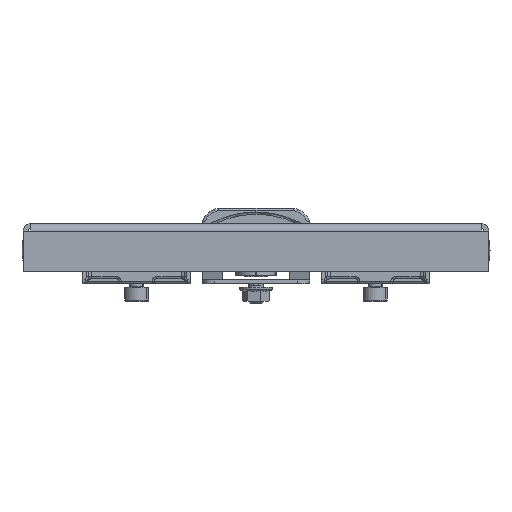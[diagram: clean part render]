
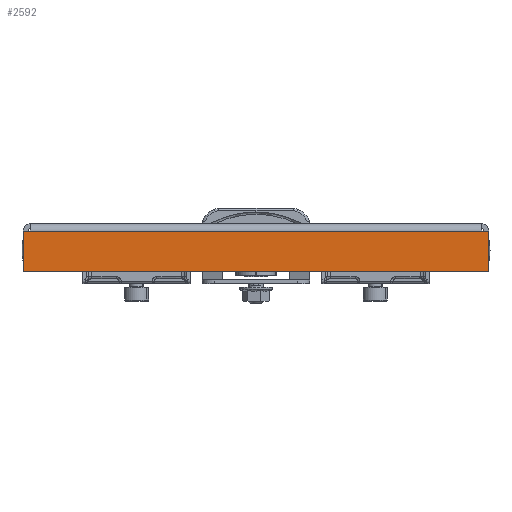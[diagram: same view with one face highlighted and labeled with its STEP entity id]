
A CAD part, left-side view. The second image highlights one B-rep face of the part: STEP entity #2592.
In plain terms, the highlighted planar face has unit normal (-1, 0, 0).
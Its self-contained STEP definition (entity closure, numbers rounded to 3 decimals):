
#1131 = LINE ( 'NONE', #33587, #1134 ) ;
#1134 = VECTOR ( 'NONE', #33589, 1000. ) ;
#1135 = LINE ( 'NONE', #33588, #1140 ) ;
#1140 = VECTOR ( 'NONE', #33594, 1000. ) ;
#1143 = LINE ( 'NONE', #33599, #1146 ) ;
#1146 = VECTOR ( 'NONE', #33600, 1000. ) ;
#1149 = LINE ( 'NONE', #33595, #1154 ) ;
#1151 = LINE ( 'NONE', #33604, #1160 ) ;
#1154 = VECTOR ( 'NONE', #33607, 1000. ) ;
#1159 = LINE ( 'NONE', #33613, #1162 ) ;
#1160 = VECTOR ( 'NONE', #33612, 1000. ) ;
#1162 = VECTOR ( 'NONE', #33614, 1000. ) ;
#2215 = CARTESIAN_POINT ( 'NONE',  ( -197., -97.5, -20. ) ) ;
#2217 = CARTESIAN_POINT ( 'NONE',  ( -197., 97.5, -20. ) ) ;
#2231 = CARTESIAN_POINT ( 'NONE',  ( -197., 94.5, -3. ) ) ;
#2249 = CARTESIAN_POINT ( 'NONE',  ( -197., 97.5, -3. ) ) ;
#2592 = ADVANCED_FACE ( 'NONE', ( #29215 ), #17886, .F. ) ;
#2719 = VERTEX_POINT ( 'NONE', #10670 ) ;
#5130 = ORIENTED_EDGE ( 'NONE', *, *, #28836, .F. ) ;
#5169 = ORIENTED_EDGE ( 'NONE', *, *, #28850, .F. ) ;
#5297 = ORIENTED_EDGE ( 'NONE', *, *, #28849, .F. ) ;
#5310 = ORIENTED_EDGE ( 'NONE', *, *, #28846, .T. ) ;
#5312 = ORIENTED_EDGE ( 'NONE', *, *, #28842, .T. ) ;
#5314 = ORIENTED_EDGE ( 'NONE', *, *, #28839, .T. ) ;
#10510 = EDGE_LOOP ( 'NONE', ( #5169, #5310, #5314, #5312, #5297, #5130 ) ) ;
#10670 = CARTESIAN_POINT ( 'NONE',  ( -197., -97.5, -3. ) ) ;
#11506 = CARTESIAN_POINT ( 'NONE',  ( -197., -94.5, -3. ) ) ;
#13579 = VERTEX_POINT ( 'NONE', #11506 ) ;
#17876 = DIRECTION ( 'NONE',  ( 0., 0., -1. ) ) ;
#17880 = DIRECTION ( 'NONE',  ( 1., 0., 0. ) ) ;
#17886 = PLANE ( 'NONE',  #19208 ) ;
#17925 = CARTESIAN_POINT ( 'NONE',  ( -197., 0., 0. ) ) ;
#19208 = AXIS2_PLACEMENT_3D ( 'NONE', #17925, #17880, #17876 ) ;
#28836 = EDGE_CURVE ( 'NONE', #29636, #13579, #1131, .T. ) ;
#28839 = EDGE_CURVE ( 'NONE', #29621, #29617, #1135, .T. ) ;
#28842 = EDGE_CURVE ( 'NONE', #29617, #2719, #1143, .T. ) ;
#28846 = EDGE_CURVE ( 'NONE', #29654, #29621, #1149, .T. ) ;
#28849 = EDGE_CURVE ( 'NONE', #13579, #2719, #1151, .T. ) ;
#28850 = EDGE_CURVE ( 'NONE', #29654, #29636, #1159, .T. ) ;
#29215 = FACE_OUTER_BOUND ( 'NONE', #10510, .T. ) ;
#29617 = VERTEX_POINT ( 'NONE', #2215 ) ;
#29621 = VERTEX_POINT ( 'NONE', #2217 ) ;
#29636 = VERTEX_POINT ( 'NONE', #2231 ) ;
#29654 = VERTEX_POINT ( 'NONE', #2249 ) ;
#33587 = CARTESIAN_POINT ( 'NONE',  ( -197., -97.5, -3. ) ) ;
#33588 = CARTESIAN_POINT ( 'NONE',  ( -197., 0., -20. ) ) ;
#33589 = DIRECTION ( 'NONE',  ( 0., -1., 0. ) ) ;
#33594 = DIRECTION ( 'NONE',  ( 0., -1., 0. ) ) ;
#33595 = CARTESIAN_POINT ( 'NONE',  ( -197., 97.5, 0. ) ) ;
#33599 = CARTESIAN_POINT ( 'NONE',  ( -197., -97.5, 0. ) ) ;
#33600 = DIRECTION ( 'NONE',  ( 0., 0., 1. ) ) ;
#33604 = CARTESIAN_POINT ( 'NONE',  ( -197., -97.5, -3. ) ) ;
#33607 = DIRECTION ( 'NONE',  ( 0., 0., -1. ) ) ;
#33612 = DIRECTION ( 'NONE',  ( 0., -1., 0. ) ) ;
#33613 = CARTESIAN_POINT ( 'NONE',  ( -197., -97.5, -3. ) ) ;
#33614 = DIRECTION ( 'NONE',  ( 0., -1., 0. ) ) ;
